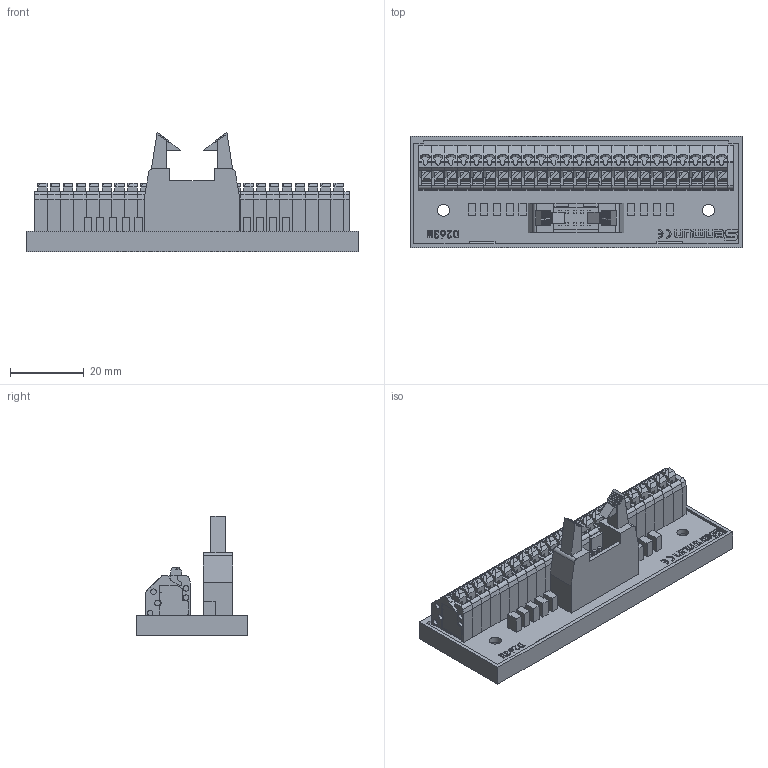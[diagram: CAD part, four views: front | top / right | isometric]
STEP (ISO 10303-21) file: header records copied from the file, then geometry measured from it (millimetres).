
FILE_DESCRIPTION(/* description */ (''),/* implementation_level */ '2;1');
FILE_NAME(/* name */ 'D263M 3D.stp',/* time_stamp */ '2024-08-14T17:15:50+08:00',/* author */ (''),/* organization */ (''),/* preprocessor_version */ 'ST-DEVELOPER v14',/* originating_system */ 'SIEMENS PLM Software NX 8.0',/* authorisation */ '');
FILE_SCHEMA (('AUTOMOTIVE_DESIGN { 1 0 10303 214 3 1 1 1 }'));
Products named in the file (1): D263M 3D_stp
Bounding box: 90.2 x 30.2 x 32.6 mm (x, y, z)
Volume: 26726 mm3; surface area: 22446.6 mm2
Topology: 27 solids, 27 shells, 2562 faces, 7194 edges, 4785 vertices
Faces by surface type: plane 1897, cylinder 650, extrusion 15
Full cylindrical faces by diameter (mm): 1.497 x6, 3.2 x2, 4 x2
Entity records: 84010 total; most frequent: CARTESIAN_POINT 15132, ORIENTED_EDGE 14354, DIRECTION 13605, EDGE_CURVE 7177, VECTOR 5839, LINE 5824, VERTEX_POINT 4783, AXIS2_PLACEMENT_3D 3883
